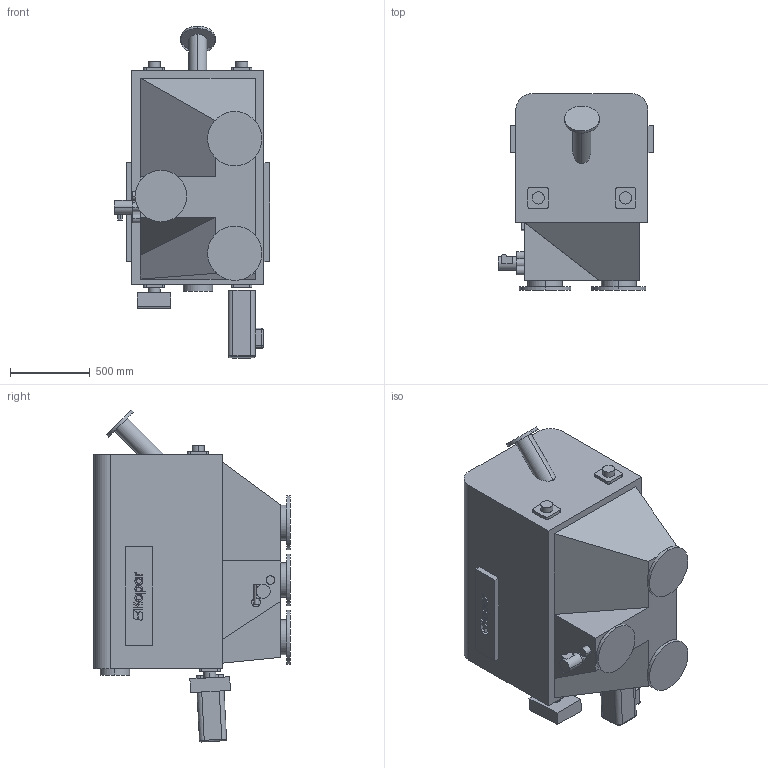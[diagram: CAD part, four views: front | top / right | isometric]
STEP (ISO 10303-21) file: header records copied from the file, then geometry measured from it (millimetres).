
FILE_DESCRIPTION (( 'STEP AP214' ), '1' );
FILE_NAME ('DRUM_SCREEN.STEP', '2024-02-14T12:47:57', ( '' ), ( '' ), 'SwSTEP 2.0', 'SolidWorks 2022', '' );
FILE_SCHEMA (( 'AUTOMOTIVE_DESIGN' ));
Length unit declared in the file: millimetre
Products named in the file (1): DRUM_SCREEN
Bounding box: 972 x 1231 x 2080.6 mm (x, y, z)
Surface area: 9180317.9 mm2 (no closed solid volume)
Topology: 0 solids, 7 shells, 400 faces, 1147 edges, 768 vertices
Faces by surface type: cylinder 209, plane 180, sphere 5, torus 4, bspline 2
Entity records: 17363 total; most frequent: DIRECTION 2369, CARTESIAN_POINT 2354, ORIENTED_EDGE 1951, EDGE_CURVE 1143, AXIS2_PLACEMENT_3D 837, VERTEX_POINT 766, LINE 695, VECTOR 695
